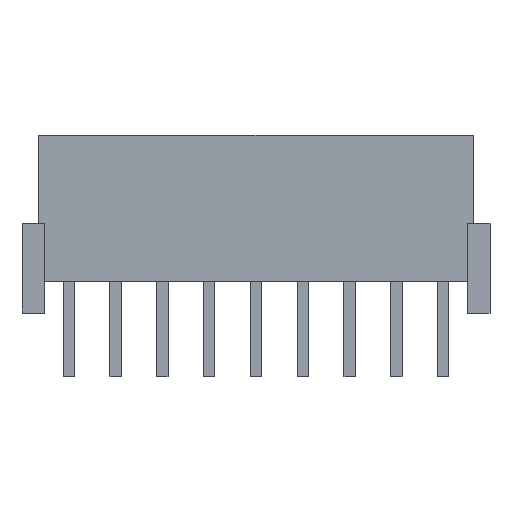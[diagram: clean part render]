
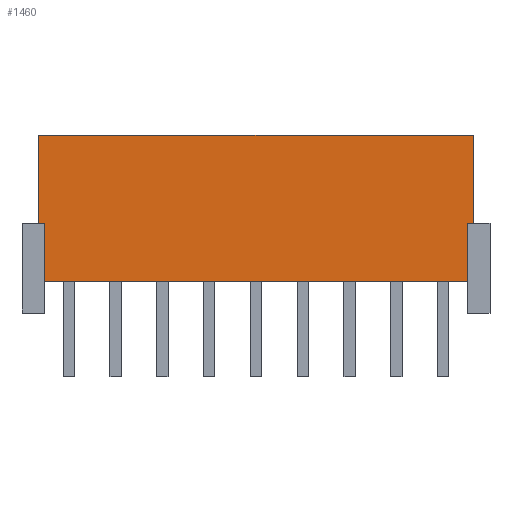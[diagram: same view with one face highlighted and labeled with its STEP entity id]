
A CAD part, top view. The second image highlights one B-rep face of the part: STEP entity #1460.
In plain terms, the highlighted planar face has unit normal (0, 0, 1).
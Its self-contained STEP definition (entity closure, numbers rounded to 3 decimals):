
#15 = DIRECTION ( 'NONE',  ( -1., 0., 0. ) ) ;
#16 = VECTOR ( 'NONE', #15, 1000. ) ;
#17 = CARTESIAN_POINT ( 'NONE',  ( 11.6, 0.65, -4.45 ) ) ;
#18 = LINE ( 'NONE', #17, #16 ) ;
#902 = VERTEX_POINT ( 'NONE', #5354 ) ;
#921 = VERTEX_POINT ( 'NONE', #5331 ) ;
#993 = EDGE_CURVE ( 'NONE', #921, #902, #18, .T. ) ;
#1072 = EDGE_CURVE ( 'NONE', #1073, #1121, #3583, .T. ) ;
#1073 = VERTEX_POINT ( 'NONE', #3616 ) ;
#1121 = VERTEX_POINT ( 'NONE', #3738 ) ;
#1203 = ORIENTED_EDGE ( 'NONE', *, *, #1204, .F. ) ;
#1204 = EDGE_CURVE ( 'NONE', #902, #1121, #1921, .T. ) ;
#1205 = VERTEX_POINT ( 'NONE', #1917 ) ;
#1206 = EDGE_CURVE ( 'NONE', #1207, #1073, #1916, .T. ) ;
#1207 = VERTEX_POINT ( 'NONE', #1912 ) ;
#1212 = EDGE_CURVE ( 'NONE', #1205, #1358, #1967, .T. ) ;
#1310 = EDGE_LOOP ( 'NONE', ( #1382, #1485, #1203, #1385, #1386, #1418, #1480, #1448 ) ) ;
#1358 = VERTEX_POINT ( 'NONE', #3936 ) ;
#1382 = ORIENTED_EDGE ( 'NONE', *, *, #1206, .T. ) ;
#1385 = ORIENTED_EDGE ( 'NONE', *, *, #993, .F. ) ;
#1386 = ORIENTED_EDGE ( 'NONE', *, *, #1446, .F. ) ;
#1413 = EDGE_CURVE ( 'NONE', #1419, #1207, #4117, .T. ) ;
#1418 = ORIENTED_EDGE ( 'NONE', *, *, #1212, .F. ) ;
#1419 = VERTEX_POINT ( 'NONE', #4105 ) ;
#1430 = EDGE_CURVE ( 'NONE', #1419, #1205, #4096, .T. ) ;
#1446 = EDGE_CURVE ( 'NONE', #1358, #921, #4171, .T. ) ;
#1448 = ORIENTED_EDGE ( 'NONE', *, *, #1413, .T. ) ;
#1460 = ADVANCED_FACE ( 'NONE', ( #4195 ), #4180, .F. ) ;
#1480 = ORIENTED_EDGE ( 'NONE', *, *, #1430, .F. ) ;
#1485 = ORIENTED_EDGE ( 'NONE', *, *, #1072, .T. ) ;
#1912 = CARTESIAN_POINT ( 'NONE',  ( -11.6, 8.45, -4.45 ) ) ;
#1913 = DIRECTION ( 'NONE',  ( 0., -1., 0. ) ) ;
#1914 = VECTOR ( 'NONE', #1913, 1000. ) ;
#1915 = CARTESIAN_POINT ( 'NONE',  ( -11.6, 8.45, -4.45 ) ) ;
#1916 = LINE ( 'NONE', #1915, #1914 ) ;
#1917 = CARTESIAN_POINT ( 'NONE',  ( 11.6, 3.75, -4.45 ) ) ;
#1918 = DIRECTION ( 'NONE',  ( 0., 1., 0. ) ) ;
#1919 = VECTOR ( 'NONE', #1918, 1000. ) ;
#1920 = CARTESIAN_POINT ( 'NONE',  ( -11.3, 8.45, -4.45 ) ) ;
#1921 = LINE ( 'NONE', #1920, #1919 ) ;
#1964 = DIRECTION ( 'NONE',  ( -1., 0., 0. ) ) ;
#1965 = VECTOR ( 'NONE', #1964, 1000. ) ;
#1966 = CARTESIAN_POINT ( 'NONE',  ( 11.6, 3.75, -4.45 ) ) ;
#1967 = LINE ( 'NONE', #1966, #1965 ) ;
#3581 = DIRECTION ( 'NONE',  ( 1., 0., 0. ) ) ;
#3582 = CARTESIAN_POINT ( 'NONE',  ( 11.6, 3.75, -4.45 ) ) ;
#3583 = LINE ( 'NONE', #3582, #3617 ) ;
#3616 = CARTESIAN_POINT ( 'NONE',  ( -11.6, 3.75, -4.45 ) ) ;
#3617 = VECTOR ( 'NONE', #3581, 1000. ) ;
#3738 = CARTESIAN_POINT ( 'NONE',  ( -11.3, 3.75, -4.45 ) ) ;
#3936 = CARTESIAN_POINT ( 'NONE',  ( 11.3, 3.75, -4.45 ) ) ;
#4093 = DIRECTION ( 'NONE',  ( 0., -1., 0. ) ) ;
#4094 = VECTOR ( 'NONE', #4093, 1000. ) ;
#4095 = CARTESIAN_POINT ( 'NONE',  ( 11.6, 8.45, -4.45 ) ) ;
#4096 = LINE ( 'NONE', #4095, #4094 ) ;
#4105 = CARTESIAN_POINT ( 'NONE',  ( 11.6, 8.45, -4.45 ) ) ;
#4114 = DIRECTION ( 'NONE',  ( -1., 0., 0. ) ) ;
#4115 = VECTOR ( 'NONE', #4114, 1000. ) ;
#4116 = CARTESIAN_POINT ( 'NONE',  ( 11.6, 8.45, -4.45 ) ) ;
#4117 = LINE ( 'NONE', #4116, #4115 ) ;
#4168 = DIRECTION ( 'NONE',  ( 0., -1., 0. ) ) ;
#4169 = VECTOR ( 'NONE', #4168, 1000. ) ;
#4170 = CARTESIAN_POINT ( 'NONE',  ( 11.3, 8.45, -4.45 ) ) ;
#4171 = LINE ( 'NONE', #4170, #4169 ) ;
#4176 = DIRECTION ( 'NONE',  ( 0., 1., 0. ) ) ;
#4177 = DIRECTION ( 'NONE',  ( 0., 0., -1. ) ) ;
#4178 = CARTESIAN_POINT ( 'NONE',  ( 11.6, 8.45, -4.45 ) ) ;
#4179 = AXIS2_PLACEMENT_3D ( 'NONE', #4178, #4177, #4176 ) ;
#4180 = PLANE ( 'NONE',  #4179 ) ;
#4195 = FACE_OUTER_BOUND ( 'NONE', #1310, .T. ) ;
#5331 = CARTESIAN_POINT ( 'NONE',  ( 11.3, 0.65, -4.45 ) ) ;
#5354 = CARTESIAN_POINT ( 'NONE',  ( -11.3, 0.65, -4.45 ) ) ;
